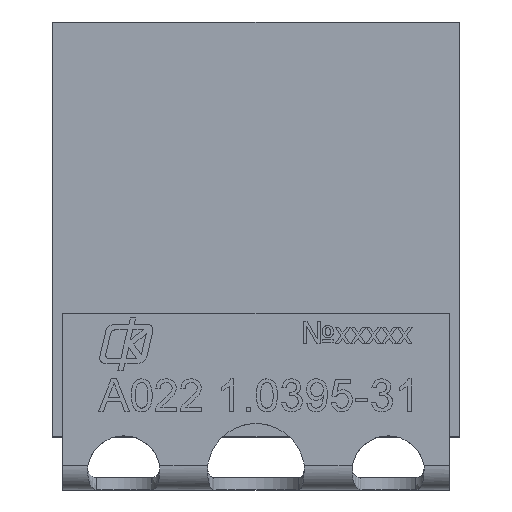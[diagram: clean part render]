
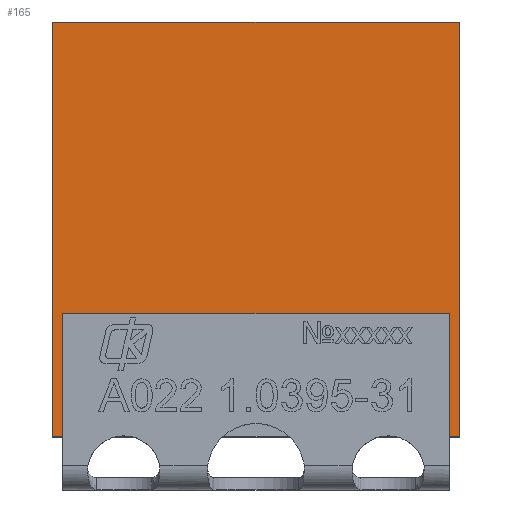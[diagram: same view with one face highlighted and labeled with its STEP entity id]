
A CAD part, top view. The second image highlights one B-rep face of the part: STEP entity #165.
In plain terms, the highlighted planar face has unit normal (0, 0, 1).
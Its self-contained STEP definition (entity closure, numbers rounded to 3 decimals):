
#165=ADVANCED_FACE('',(#3685),#3687,.F.);
#3685=FACE_BOUND('',#3686,.T.);
#3686=EDGE_LOOP('',(#9588,#9589,#9590,#9591,#9592,#9593,#9594,#9595));
#3687=PLANE('',#3688);
#3688=AXIS2_PLACEMENT_3D('',#3689,#3690,#3691);
#3689=CARTESIAN_POINT('',(-5.,5.1,1.8));
#3690=DIRECTION('',(0.,0.,-1.));
#3691=DIRECTION('',(-1.,0.,0.));
#9588=ORIENTED_EDGE('',*,*,#11688,.T.);
#9589=ORIENTED_EDGE('',*,*,#11689,.T.);
#9590=ORIENTED_EDGE('',*,*,#11690,.F.);
#9591=ORIENTED_EDGE('',*,*,#11647,.F.);
#9592=ORIENTED_EDGE('',*,*,#11691,.F.);
#9593=ORIENTED_EDGE('',*,*,#11692,.T.);
#9594=ORIENTED_EDGE('',*,*,#11693,.F.);
#9595=ORIENTED_EDGE('',*,*,#11694,.T.);
#11647=EDGE_CURVE('',#12712,#12704,#12714,.T.);
#11688=EDGE_CURVE('',#12793,#12794,#12795,.T.);
#11689=EDGE_CURVE('',#12794,#12796,#12797,.T.);
#11690=EDGE_CURVE('',#12704,#12796,#12798,.T.);
#11691=EDGE_CURVE('',#12799,#12712,#12800,.T.);
#11692=EDGE_CURVE('',#12799,#12801,#12802,.T.);
#11693=EDGE_CURVE('',#12803,#12801,#12804,.T.);
#11694=EDGE_CURVE('',#12803,#12793,#12805,.T.);
#12704=VERTEX_POINT('',#14466);
#12712=VERTEX_POINT('',#14482);
#12714=LINE('',#14486,#14487);
#12793=VERTEX_POINT('',#14647);
#12794=VERTEX_POINT('',#14648);
#12795=LINE('',#14649,#14650);
#12796=VERTEX_POINT('',#14652);
#12797=LINE('',#14653,#14654);
#12798=LINE('',#14656,#14657);
#12799=VERTEX_POINT('',#14659);
#12800=LINE('',#14660,#14661);
#12801=VERTEX_POINT('',#14663);
#12802=LINE('',#14664,#14665);
#12803=VERTEX_POINT('',#14667);
#12804=LINE('',#14668,#14669);
#12805=LINE('',#14671,#14672);
#14466=CARTESIAN_POINT('',(5.,-5.099,1.8));
#14482=CARTESIAN_POINT('',(5.,5.1,1.8));
#14486=CARTESIAN_POINT('',(5.,5.1,1.8));
#14487=VECTOR('',#14488,1.);
#14488=DIRECTION('',(0.,-1.,0.));
#14647=CARTESIAN_POINT('',(-4.75,-2.075,1.8));
#14648=CARTESIAN_POINT('',(4.75,-2.075,1.8));
#14649=CARTESIAN_POINT('',(-4.75,-2.075,1.8));
#14650=VECTOR('',#14651,1.);
#14651=DIRECTION('',(1.,0.,0.));
#14652=CARTESIAN_POINT('',(4.75,-5.099,1.8));
#14653=CARTESIAN_POINT('',(4.75,-2.075,1.8));
#14654=VECTOR('',#14655,1.);
#14655=DIRECTION('',(0.,-1.,0.));
#14656=CARTESIAN_POINT('',(5.,-5.099,1.8));
#14657=VECTOR('',#14658,1.);
#14658=DIRECTION('',(-1.,0.,0.));
#14659=CARTESIAN_POINT('',(-5.,5.1,1.8));
#14660=CARTESIAN_POINT('',(-5.,5.1,1.8));
#14661=VECTOR('',#14662,1.);
#14662=DIRECTION('',(1.,0.,0.));
#14663=CARTESIAN_POINT('',(-5.,-5.099,1.8));
#14664=CARTESIAN_POINT('',(-5.,5.1,1.8));
#14665=VECTOR('',#14666,1.);
#14666=DIRECTION('',(0.,-1.,0.));
#14667=CARTESIAN_POINT('',(-4.75,-5.099,1.8));
#14668=CARTESIAN_POINT('',(-4.75,-5.099,1.8));
#14669=VECTOR('',#14670,1.);
#14670=DIRECTION('',(-1.,0.,0.));
#14671=CARTESIAN_POINT('',(-4.75,-5.099,1.8));
#14672=VECTOR('',#14673,1.);
#14673=DIRECTION('',(0.,1.,0.));
